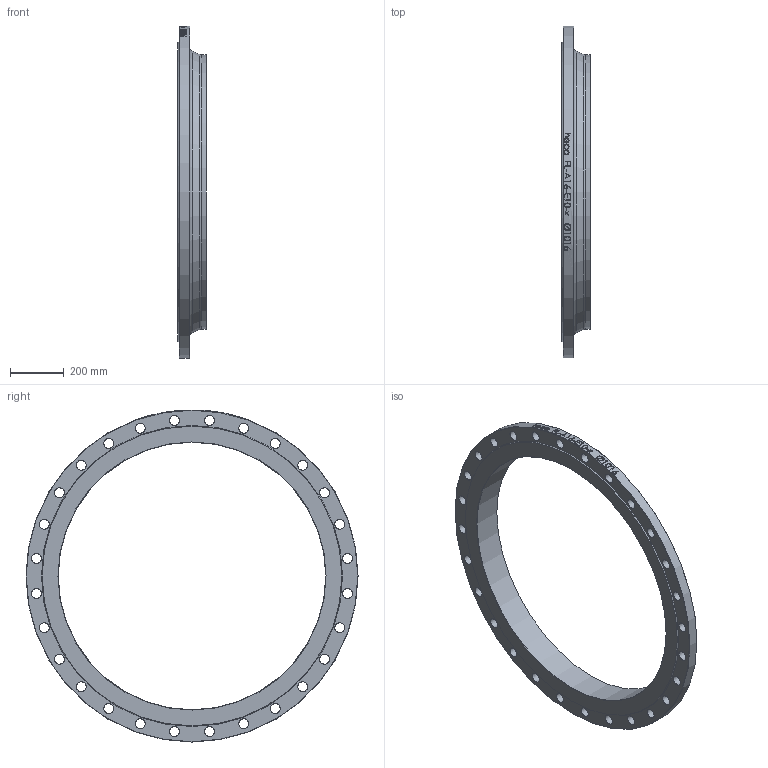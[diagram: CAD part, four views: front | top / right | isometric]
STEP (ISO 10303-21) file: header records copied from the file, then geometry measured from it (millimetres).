
FILE_DESCRIPTION (( 'STEP AP214' ), '1' );
FILE_NAME ('FL-A16-E10-x Vorschweissflansch PN10 Iso DIN2632 2009.STEP', '2020-09-07T10:34:00', ( '' ), ( '' ), 'SwSTEP 2.0', 'SolidWorks 2019', '' );
FILE_SCHEMA (( 'AUTOMOTIVE_DESIGN' ));
Length unit declared in the file: millimetre
Products named in the file (1): FL-A16-E10-x Vorschweissflansch PN10 Iso DIN2632 2009
Bounding box: 105 x 1230 x 1230 mm (x, y, z)
Volume: 19755808.6 mm3; surface area: 1523085.4 mm2
Topology: 1 solids, 1 shells, 128 faces, 450 edges, 355 vertices
Faces by surface type: cylinder 61, cone 61, plane 4, torus 2
Full cylindrical faces by diameter (mm): 36 x28, 991 x1, 1016 x1, 1230 x1
Entity records: 10345 total; most frequent: CARTESIAN_POINT 6612, ORIENTED_EDGE 646, DIRECTION 635, VERTEX_POINT 323, EDGE_CURVE 323, EDGE_LOOP 312, AXIS2_PLACEMENT_3D 301, CIRCLE 172
